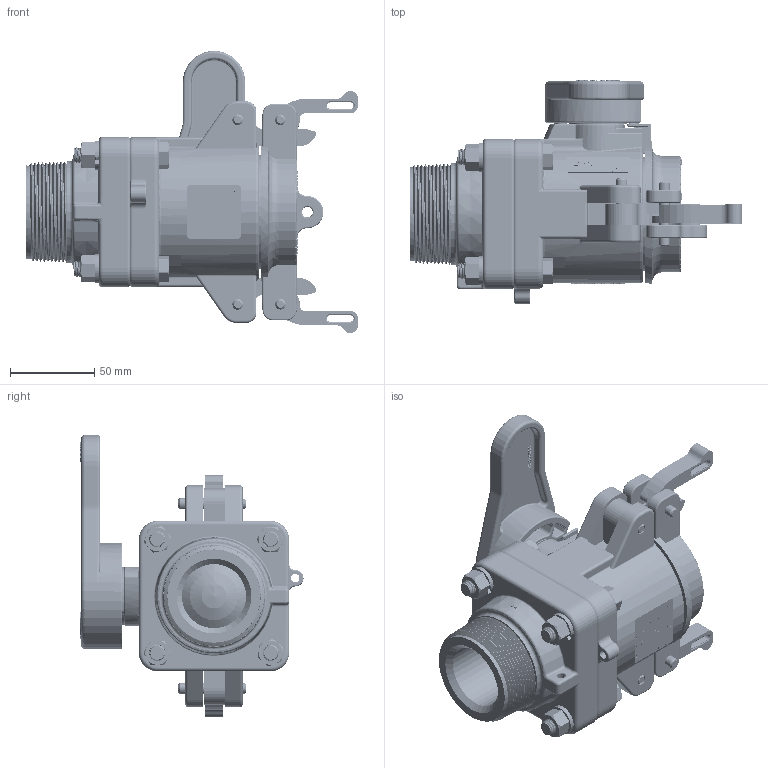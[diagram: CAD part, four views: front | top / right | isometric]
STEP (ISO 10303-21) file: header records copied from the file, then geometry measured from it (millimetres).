
FILE_DESCRIPTION(/* description */ ('2" MALE DM MALE NPT w/ LOWER HANDLE, EPDM'),/* implementation_level */ '2;1');
FILE_NAME(/* name */ 'DMMT201AE.stp',/* time_stamp */ '2023-02-16T09:15:58-05:00',/* author */ ('ALR'),/* organization */ (''),/* preprocessor_version */ 'ST-DEVELOPER v18.1',/* originating_system */ 'Autodesk Inventor 2022',/* authorisation */ '');
FILE_SCHEMA (('AUTOMOTIVE_DESIGN { 1 0 10303 214 3 1 1 }'));
Products named in the file (40): DMMT201AE; DMMT201AEX; DM20254; DM20254MY; DM20254MX; DB20258; DB20255; DB20255M; DBX20255; V20258A; V21204E; DB20294; DB20294X; DM20265E; DMMT20256; VXMT20256; VS20151; V20151; V20021; V20020; DB20288; DB20281; DB20153M; V20010SS; V20018; V20019; DM20300; DB20295; V20060; DB20002; 050DECAL; VL1002; DM200CAP; DB20312C; DB20312AX; DB20311V; DB20313; DM201KX; 200P; VL1004
Assembly tree (54 placements, depth 5):
  DMMT201AE
    DMMT201AEX
      DM20254
        DM20254MY
          DM20254MX
      DB20258
      DB20255
        DB20255M
          DBX20255
      V20258A
      V21204E
      DB20294
        DB20294X
      DM20265E
      DMMT20256
        VXMT20256
      VS20151
        V20151
      V20021
      V20020
      V20060  x2
      DB20288
      DB20281
      DB20153M
      V20010SS  x4
      V20018  x4
      V20019  x4
      DM20300  x2
      200P  x2
      DB20295
    DB20002
    050DECAL
    VL1002
    DM200CAP
      DB20312C
        DB20312AX
      DB20311V
      DB20313
      DM201KX  x2
      200P  x2
    VL1004
Bounding box: 197.21 x 132.51 x 167.64 mm (x, y, z)
Volume: 787298.5 mm3; surface area: 253925.4 mm2
Topology: 45 solids, 45 shells, 6002 faces, 15110 edges, 9651 vertices
Faces by surface type: plane 2808, bspline 1524, cylinder 902, cone 505, torus 219, sphere 44
Full cylindrical faces by diameter (mm): 3.175 x4, 4.978 x1, 5.08 x2, 6.325 x4, 6.35 x9, 6.502 x4, 6.604 x1, 7.112 x3, 7.144 x1, 8.915 x4, 9.525 x4, 10.312 x4, 10.668 x4, 18.923 x1, 19.05 x2, 19.304 x1, 23.812 x2, 24.13 x1, 25.4 x1, 26.162 x1, 26.492 x1, 34.544 x1, 36.957 x1, 38.1 x4, 39.776 x1, 41.046 x2, 44.196 x1, 44.856 x1, 46.99 x1, 50.292 x1
Entity records: 199008 total; most frequent: CARTESIAN_POINT 79318, ORIENTED_EDGE 26768, DIRECTION 19295, EDGE_CURVE 13384, VERTEX_POINT 8698, LINE 8469, VECTOR 8469, EDGE_LOOP 5764
